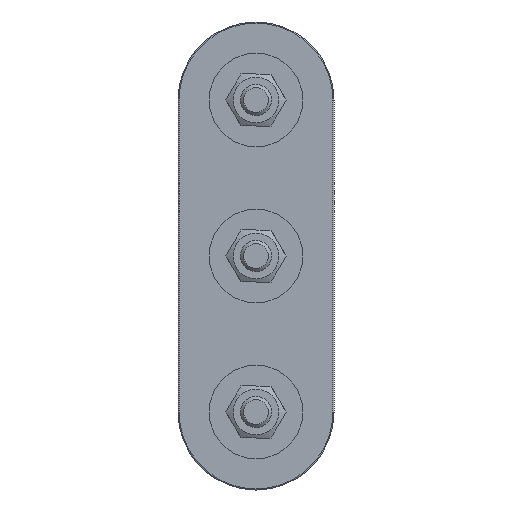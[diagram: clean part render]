
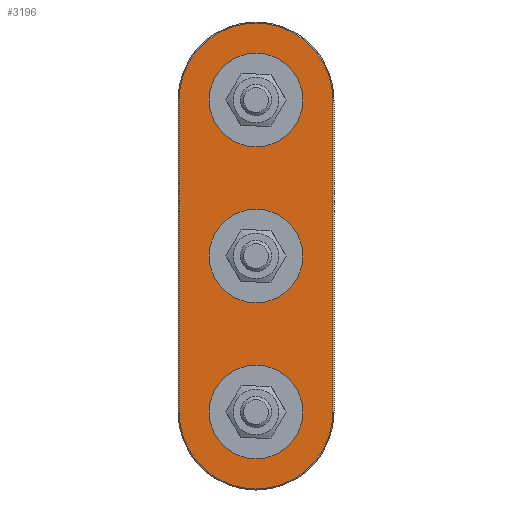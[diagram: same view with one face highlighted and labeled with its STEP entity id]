
A CAD part, front view. The second image highlights one B-rep face of the part: STEP entity #3196.
In plain terms, the highlighted planar face has unit normal (0, -1, 0).
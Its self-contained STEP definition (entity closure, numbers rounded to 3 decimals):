
#42=LINE('',#5570,#102);
#43=LINE('',#5574,#103);
#102=VECTOR('',#4499,10.);
#103=VECTOR('',#4502,10.);
#302=PLANE('',#3631);
#586=FACE_BOUND('',#1230,.T.);
#587=FACE_BOUND('',#1231,.T.);
#588=FACE_BOUND('',#1232,.T.);
#811=FACE_OUTER_BOUND('',#1229,.T.);
#1229=EDGE_LOOP('',(#2702,#2703,#2704,#2705));
#1230=EDGE_LOOP('',(#2706));
#1231=EDGE_LOOP('',(#2707));
#1232=EDGE_LOOP('',(#2708));
#1458=CIRCLE('',#3523,3.);
#1510=CIRCLE('',#3632,14.8);
#1511=CIRCLE('',#3633,14.8);
#1512=CIRCLE('',#3634,3.);
#1513=CIRCLE('',#3635,3.);
#1724=VERTEX_POINT('',#5323);
#1788=VERTEX_POINT('',#5568);
#1789=VERTEX_POINT('',#5569);
#1790=VERTEX_POINT('',#5571);
#1791=VERTEX_POINT('',#5573);
#1792=VERTEX_POINT('',#5576);
#1793=VERTEX_POINT('',#5578);
#2044=EDGE_CURVE('',#1724,#1724,#1458,.T.);
#2115=EDGE_CURVE('',#1788,#1789,#42,.T.);
#2116=EDGE_CURVE('',#1790,#1788,#1510,.T.);
#2117=EDGE_CURVE('',#1791,#1790,#43,.T.);
#2118=EDGE_CURVE('',#1789,#1791,#1511,.T.);
#2119=EDGE_CURVE('',#1792,#1792,#1512,.T.);
#2120=EDGE_CURVE('',#1793,#1793,#1513,.T.);
#2702=ORIENTED_EDGE('',*,*,#2115,.F.);
#2703=ORIENTED_EDGE('',*,*,#2116,.F.);
#2704=ORIENTED_EDGE('',*,*,#2117,.F.);
#2705=ORIENTED_EDGE('',*,*,#2118,.F.);
#2706=ORIENTED_EDGE('',*,*,#2044,.F.);
#2707=ORIENTED_EDGE('',*,*,#2119,.F.);
#2708=ORIENTED_EDGE('',*,*,#2120,.F.);
#3196=ADVANCED_FACE('',(#811,#586,#587,#588),#302,.F.);
#3523=AXIS2_PLACEMENT_3D('',#5324,#4275,#4276);
#3631=AXIS2_PLACEMENT_3D('',#5567,#4497,#4498);
#3632=AXIS2_PLACEMENT_3D('',#5572,#4500,#4501);
#3633=AXIS2_PLACEMENT_3D('',#5575,#4503,#4504);
#3634=AXIS2_PLACEMENT_3D('',#5577,#4505,#4506);
#3635=AXIS2_PLACEMENT_3D('',#5579,#4507,#4508);
#4275=DIRECTION('center_axis',(0.,-1.,0.));
#4276=DIRECTION('ref_axis',(-1.,0.,0.022));
#4497=DIRECTION('center_axis',(0.,1.,0.));
#4498=DIRECTION('ref_axis',(-1.,0.,0.));
#4499=DIRECTION('',(0.,0.,1.));
#4500=DIRECTION('center_axis',(0.,1.,0.));
#4501=DIRECTION('ref_axis',(0.,0.,
-1.));
#4502=DIRECTION('',(0.,0.,-1.));
#4503=DIRECTION('center_axis',(0.,1.,0.));
#4504=DIRECTION('ref_axis',(0.,0.,
1.));
#4505=DIRECTION('center_axis',(0.,-1.,0.));
#4506=DIRECTION('ref_axis',(-1.,0.,0.022));
#4507=DIRECTION('center_axis',(0.,-1.,0.));
#4508=DIRECTION('ref_axis',(-1.,0.,0.022));
#5323=CARTESIAN_POINT('',(2.999,0.,29.934));
#5324=CARTESIAN_POINT('Origin',(0.,0.,
30.));
#5567=CARTESIAN_POINT('Origin',(0.,0.,
0.));
#5568=CARTESIAN_POINT('',(-14.8,0.,-30.));
#5569=CARTESIAN_POINT('',(-14.8,0.,30.));
#5570=CARTESIAN_POINT('',(-14.8,0.,-15.));
#5571=CARTESIAN_POINT('',(14.8,0.,-30.));
#5572=CARTESIAN_POINT('Origin',(0.,0.,
-30.));
#5573=CARTESIAN_POINT('',(14.8,0.,30.));
#5574=CARTESIAN_POINT('',(14.8,0.,15.));
#5575=CARTESIAN_POINT('Origin',(0.,0.,
30.));
#5576=CARTESIAN_POINT('',(2.999,0.,-0.066));
#5577=CARTESIAN_POINT('Origin',(0.,0.,
0.));
#5578=CARTESIAN_POINT('',(2.999,0.,-30.066));
#5579=CARTESIAN_POINT('Origin',(0.,0.,
-30.));
